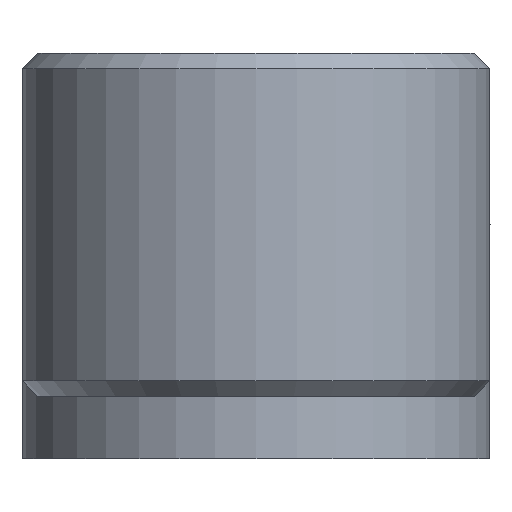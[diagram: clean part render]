
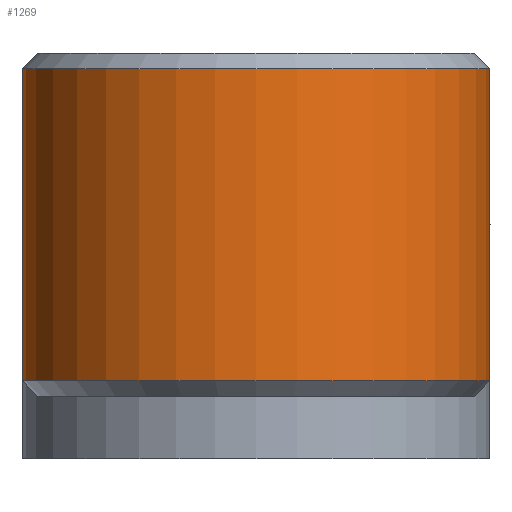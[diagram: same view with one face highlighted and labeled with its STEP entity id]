
A CAD part, front view. The second image highlights one B-rep face of the part: STEP entity #1269.
In plain terms, the highlighted cylindrical face has radius 15 mm (diameter 30 mm), a partial arc.
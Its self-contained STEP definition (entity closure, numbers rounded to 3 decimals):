
#168=FACE_OUTER_BOUND('',#254,.T.);
#254=EDGE_LOOP('',(#1174,#1175,#1176,#1177));
#361=LINE('',#2246,#469);
#362=LINE('',#2248,#470);
#469=VECTOR('',#1795,10.);
#470=VECTOR('',#1798,10.);
#510=CIRCLE('',#1370,15.);
#511=CIRCLE('',#1374,15.);
#606=VERTEX_POINT('',#2024);
#607=VERTEX_POINT('',#2028);
#610=VERTEX_POINT('',#2038);
#611=VERTEX_POINT('',#2042);
#752=EDGE_CURVE('',#606,#607,#510,.T.);
#760=EDGE_CURVE('',#610,#611,#511,.T.);
#822=EDGE_CURVE('',#607,#610,#361,.T.);
#823=EDGE_CURVE('',#606,#611,#362,.T.);
#1174=ORIENTED_EDGE('',*,*,#752,.F.);
#1175=ORIENTED_EDGE('',*,*,#823,.T.);
#1176=ORIENTED_EDGE('',*,*,#760,.F.);
#1177=ORIENTED_EDGE('',*,*,#822,.F.);
#1200=CYLINDRICAL_SURFACE('',#1419,15.);
#1269=ADVANCED_FACE('',(#168),#1200,.T.);
#1370=AXIS2_PLACEMENT_3D('',#2029,#1655,#1656);
#1374=AXIS2_PLACEMENT_3D('',#2044,#1670,#1671);
#1419=AXIS2_PLACEMENT_3D('',#2249,#1799,#1800);
#1655=DIRECTION('center_axis',(0.,0.,-1.));
#1656=DIRECTION('ref_axis',(1.,0.,0.));
#1670=DIRECTION('center_axis',(0.,0.,1.));
#1671=DIRECTION('ref_axis',(1.,0.,0.));
#1795=DIRECTION('',(0.,0.,1.));
#1798=DIRECTION('',(0.,0.,1.));
#1799=DIRECTION('center_axis',(0.,0.,1.));
#1800=DIRECTION('ref_axis',(1.,0.,0.));
#2024=CARTESIAN_POINT('',(15.,0.,1.));
#2028=CARTESIAN_POINT('',(-15.,0.,1.));
#2029=CARTESIAN_POINT('Origin',(0.,0.,1.));
#2038=CARTESIAN_POINT('',(-15.,0.,21.));
#2042=CARTESIAN_POINT('',(15.,0.,21.));
#2044=CARTESIAN_POINT('Origin',(0.,0.,21.));
#2246=CARTESIAN_POINT('',(-15.,0.,0.));
#2248=CARTESIAN_POINT('',(15.,0.,0.));
#2249=CARTESIAN_POINT('Origin',(0.,0.,0.));
